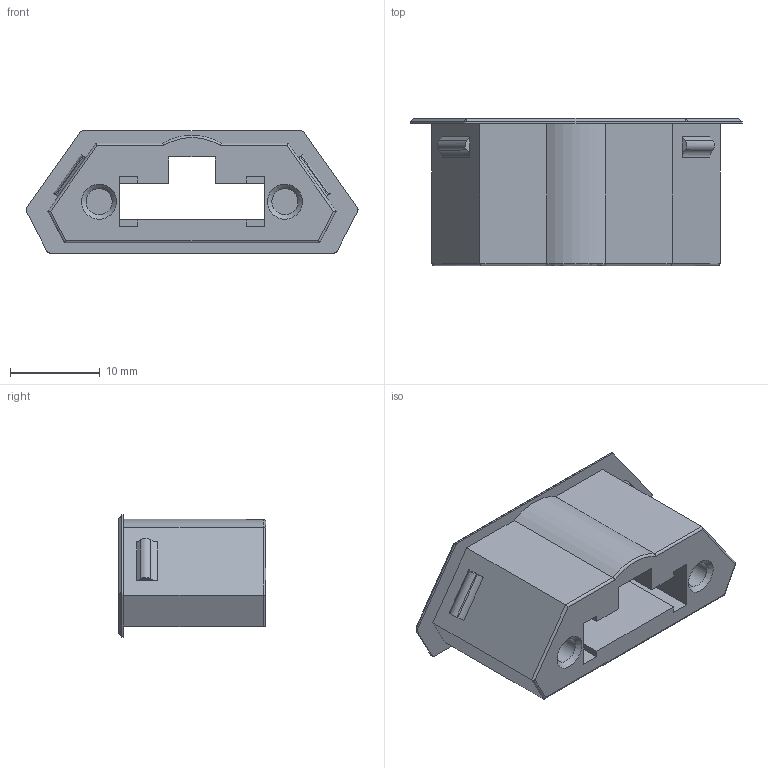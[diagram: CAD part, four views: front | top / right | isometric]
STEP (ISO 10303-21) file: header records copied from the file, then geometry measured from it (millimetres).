
FILE_DESCRIPTION(/* description */ (''),/* implementation_level */ '2;1');
FILE_NAME(/* name */ '1.4c_CableEntryCap_MicroFit5.step',/* time_stamp */ '2024-03-14T00:15:34+01:00',/* author */ (''),/* organization */ (''),/* preprocessor_version */ 'ST-DEVELOPER v20',/* originating_system */ 'Autodesk Translation Framework v12.20.1.177',/* authorisation */ '');
FILE_SCHEMA (('AUTOMOTIVE_DESIGN { 1 0 10303 214 3 1 1 }'));
Length unit declared in the file: millimetre
Products named in the file (1): 1.4c_CableEntryCap_MicroFit5
Bounding box: 36.95 x 16.4 x 13.6 mm (x, y, z)
Volume: 3553.2 mm3; surface area: 3079.2 mm2
Topology: 1 solids, 1 shells, 97 faces, 242 edges, 146 vertices
Faces by surface type: plane 68, cylinder 20, cone 8, torus 1
Full cylindrical faces by diameter (mm): 2.9 x2
Entity records: 2860 total; most frequent: CARTESIAN_POINT 534, ORIENTED_EDGE 472, DIRECTION 465, EDGE_CURVE 236, LINE 199, VECTOR 199, VERTEX_POINT 146, AXIS2_PLACEMENT_3D 133
